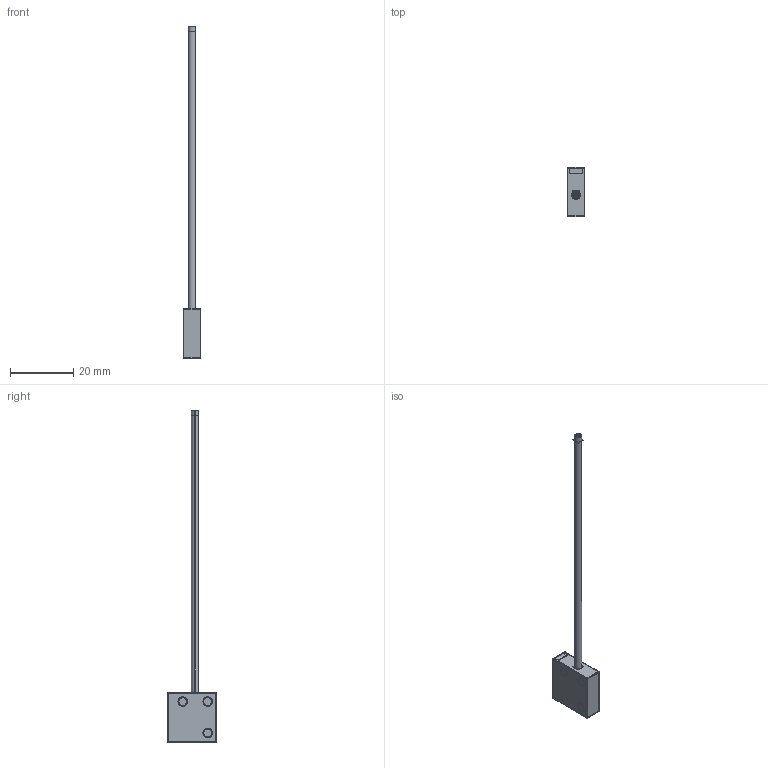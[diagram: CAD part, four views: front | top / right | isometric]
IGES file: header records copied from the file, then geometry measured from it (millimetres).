
Start section:  PTC IGES file: 161898.igs
Global section: file name: 161898.igs; native system: Creo Parametric by Parametric Technology Corporation; preprocessor: 2013230; author: pdmadmin; organization: Unknown; date: 20160105.120100; units: millimetre
Bounding box: 5.28 x 15.59 x 104.72 mm (x, y, z)
Volume: 1136 mm3; surface area: 16468.4 mm2
Topology: 18 solids, 21 shells, 370 faces, 1800 edges, 2302 vertices
Faces by surface type: revolution 202, bspline 168
